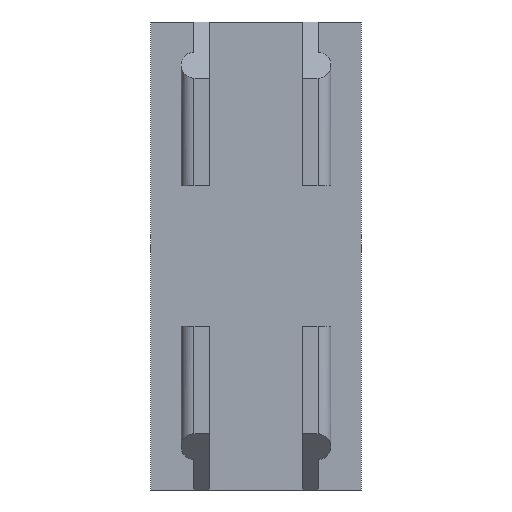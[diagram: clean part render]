
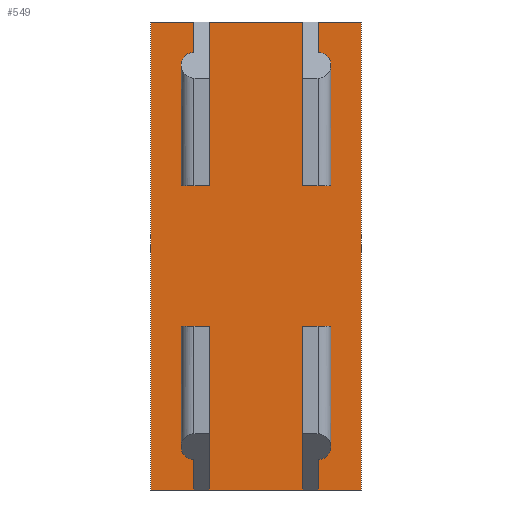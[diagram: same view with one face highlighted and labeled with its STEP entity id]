
A CAD part, front view. The second image highlights one B-rep face of the part: STEP entity #549.
In plain terms, the highlighted planar face has unit normal (0, -1, 0).
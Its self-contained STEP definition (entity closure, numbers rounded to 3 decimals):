
#116=ORIENTED_EDGE('',*,*,#187,.F.);
#117=ORIENTED_EDGE('',*,*,#254,.F.);
#118=ORIENTED_EDGE('',*,*,#205,.T.);
#119=ORIENTED_EDGE('',*,*,#251,.T.);
#120=ORIENTED_EDGE('',*,*,#213,.F.);
#121=ORIENTED_EDGE('',*,*,#255,.F.);
#122=ORIENTED_EDGE('',*,*,#231,.T.);
#123=ORIENTED_EDGE('',*,*,#249,.T.);
#124=ORIENTED_EDGE('',*,*,#256,.F.);
#125=ORIENTED_EDGE('',*,*,#240,.F.);
#126=ORIENTED_EDGE('',*,*,#234,.T.);
#127=ORIENTED_EDGE('',*,*,#257,.T.);
#128=ORIENTED_EDGE('',*,*,#217,.F.);
#129=ORIENTED_EDGE('',*,*,#238,.F.);
#130=ORIENTED_EDGE('',*,*,#208,.T.);
#131=ORIENTED_EDGE('',*,*,#258,.T.);
#132=ORIENTED_EDGE('',*,*,#191,.F.);
#133=ORIENTED_EDGE('',*,*,#236,.F.);
#134=ORIENTED_EDGE('',*,*,#252,.T.);
#135=ORIENTED_EDGE('',*,*,#245,.T.);
#187=EDGE_CURVE('',#263,#261,#311,.T.);
#191=EDGE_CURVE('',#267,#265,#315,.T.);
#205=EDGE_CURVE('',#277,#276,#325,.T.);
#208=EDGE_CURVE('',#279,#278,#328,.T.);
#213=EDGE_CURVE('',#283,#281,#333,.T.);
#217=EDGE_CURVE('',#287,#285,#337,.T.);
#231=EDGE_CURVE('',#297,#296,#347,.T.);
#234=EDGE_CURVE('',#299,#298,#350,.T.);
#236=EDGE_CURVE('',#300,#267,#352,.T.);
#238=EDGE_CURVE('',#279,#287,#354,.T.);
#240=EDGE_CURVE('',#299,#301,#356,.T.);
#245=EDGE_CURVE('',#304,#261,#361,.T.);
#249=EDGE_CURVE('',#296,#307,#365,.T.);
#251=EDGE_CURVE('',#276,#281,#367,.T.);
#252=EDGE_CURVE('',#300,#304,#368,.T.);
#254=EDGE_CURVE('',#277,#263,#370,.T.);
#255=EDGE_CURVE('',#297,#283,#371,.T.);
#256=EDGE_CURVE('',#301,#307,#372,.T.);
#257=EDGE_CURVE('',#298,#285,#373,.T.);
#258=EDGE_CURVE('',#278,#265,#374,.T.);
#261=VERTEX_POINT('',#761);
#263=VERTEX_POINT('',#765);
#265=VERTEX_POINT('',#770);
#267=VERTEX_POINT('',#774);
#276=VERTEX_POINT('',#802);
#277=VERTEX_POINT('',#804);
#278=VERTEX_POINT('',#808);
#279=VERTEX_POINT('',#810);
#281=VERTEX_POINT('',#815);
#283=VERTEX_POINT('',#819);
#285=VERTEX_POINT('',#824);
#287=VERTEX_POINT('',#828);
#296=VERTEX_POINT('',#856);
#297=VERTEX_POINT('',#858);
#298=VERTEX_POINT('',#862);
#299=VERTEX_POINT('',#864);
#300=VERTEX_POINT('',#868);
#301=VERTEX_POINT('',#873);
#304=VERTEX_POINT('',#882);
#307=VERTEX_POINT('',#888);
#311=LINE('',#766,#379);
#315=LINE('',#775,#383);
#325=LINE('',#803,#393);
#328=LINE('',#809,#396);
#333=LINE('',#820,#401);
#337=LINE('',#829,#405);
#347=LINE('',#857,#415);
#350=LINE('',#863,#418);
#352=LINE('',#867,#420);
#354=LINE('',#870,#422);
#356=LINE('',#872,#424);
#361=LINE('',#881,#429);
#365=LINE('',#889,#433);
#367=LINE('',#891,#435);
#368=LINE('',#893,#436);
#370=LINE('',#896,#438);
#371=LINE('',#897,#439);
#372=LINE('',#898,#440);
#373=LINE('',#899,#441);
#374=LINE('',#900,#442);
#379=VECTOR('',#618,1000.);
#383=VECTOR('',#624,1000.);
#393=VECTOR('',#652,1000.);
#396=VECTOR('',#657,1000.);
#401=VECTOR('',#664,1000.);
#405=VECTOR('',#670,1000.);
#415=VECTOR('',#698,1000.);
#418=VECTOR('',#703,1000.);
#420=VECTOR('',#707,1000.);
#422=VECTOR('',#709,1000.);
#424=VECTOR('',#711,1000.);
#429=VECTOR('',#718,1000.);
#433=VECTOR('',#722,1000.);
#435=VECTOR('',#724,1000.);
#436=VECTOR('',#727,1000.);
#438=VECTOR('',#731,1000.);
#439=VECTOR('',#732,1000.);
#440=VECTOR('',#733,1000.);
#441=VECTOR('',#734,1000.);
#442=VECTOR('',#735,1000.);
#463=EDGE_LOOP('',(#116,#117,#118,#119,#120,#121,#122,#123,#124,#125,#126,
#127,#128,#129,#130,#131,#132,#133,#134,#135));
#493=FACE_BOUND('',#463,.T.);
#519=PLANE('',#600);
#549=ADVANCED_FACE('',(#493),#519,.F.);
#600=AXIS2_PLACEMENT_3D('',#895,#729,#730);
#618=DIRECTION('',(0.,0.,-1.));
#624=DIRECTION('',(0.,0.,-1.));
#652=DIRECTION('',(0.,0.,-1.));
#657=DIRECTION('',(0.,0.,-1.));
#664=DIRECTION('',(0.,0.,-1.));
#670=DIRECTION('',(0.,0.,-1.));
#698=DIRECTION('',(0.,0.,-1.));
#703=DIRECTION('',(0.,0.,-1.));
#707=DIRECTION('',(1.,0.,0.));
#709=DIRECTION('',(1.,0.,0.));
#711=DIRECTION('',(1.,0.,0.));
#718=DIRECTION('',(1.,0.,0.));
#722=DIRECTION('',(1.,0.,0.));
#724=DIRECTION('',(1.,0.,0.));
#727=DIRECTION('',(0.,0.,-1.));
#729=DIRECTION('',(0.,1.,0.));
#730=DIRECTION('',(0.,0.,1.));
#731=DIRECTION('',(-1.,0.,0.));
#732=DIRECTION('',(-1.,0.,0.));
#733=DIRECTION('',(0.,0.,-1.));
#734=DIRECTION('',(-1.,0.,0.));
#735=DIRECTION('',(-1.,0.,0.));
#761=CARTESIAN_POINT('',(-2.65,-1.,0.));
#765=CARTESIAN_POINT('',(-2.65,-1.,7.));
#766=CARTESIAN_POINT('',(-2.65,-1.,20.));
#770=CARTESIAN_POINT('',(-2.65,-1.,13.));
#774=CARTESIAN_POINT('',(-2.65,-1.,20.));
#775=CARTESIAN_POINT('',(-2.65,-1.,20.));
#802=CARTESIAN_POINT('',(-2.,-1.,0.));
#803=CARTESIAN_POINT('',(-2.,-1.,20.));
#804=CARTESIAN_POINT('',(-2.,-1.,7.));
#808=CARTESIAN_POINT('',(-2.,-1.,13.));
#809=CARTESIAN_POINT('',(-2.,-1.,20.));
#810=CARTESIAN_POINT('',(-2.,-1.,20.));
#815=CARTESIAN_POINT('',(2.,-1.,0.));
#819=CARTESIAN_POINT('',(2.,-1.,7.));
#820=CARTESIAN_POINT('',(2.,-1.,20.));
#824=CARTESIAN_POINT('',(2.,-1.,13.));
#828=CARTESIAN_POINT('',(2.,-1.,20.));
#829=CARTESIAN_POINT('',(2.,-1.,20.));
#856=CARTESIAN_POINT('',(2.65,-1.,0.));
#857=CARTESIAN_POINT('',(2.65,-1.,20.));
#858=CARTESIAN_POINT('',(2.65,-1.,7.));
#862=CARTESIAN_POINT('',(2.65,-1.,13.));
#863=CARTESIAN_POINT('',(2.65,-1.,20.));
#864=CARTESIAN_POINT('',(2.65,-1.,20.));
#867=CARTESIAN_POINT('',(-4.5,-1.,20.));
#868=CARTESIAN_POINT('',(-4.5,-1.,20.));
#870=CARTESIAN_POINT('',(-2.,-1.,20.));
#872=CARTESIAN_POINT('',(2.65,-1.,20.));
#873=CARTESIAN_POINT('',(4.5,-1.,20.));
#881=CARTESIAN_POINT('',(-4.5,-1.,0.));
#882=CARTESIAN_POINT('',(-4.5,-1.,0.));
#888=CARTESIAN_POINT('',(4.5,-1.,0.));
#889=CARTESIAN_POINT('',(2.65,-1.,0.));
#891=CARTESIAN_POINT('',(-2.,-1.,0.));
#893=CARTESIAN_POINT('',(-4.5,-1.,20.));
#895=CARTESIAN_POINT('',(2.65,-1.,20.));
#896=CARTESIAN_POINT('',(4.,-1.,7.));
#897=CARTESIAN_POINT('',(4.,-1.,7.));
#898=CARTESIAN_POINT('',(4.5,-1.,20.));
#899=CARTESIAN_POINT('',(4.,-1.,13.));
#900=CARTESIAN_POINT('',(4.,-1.,13.));
